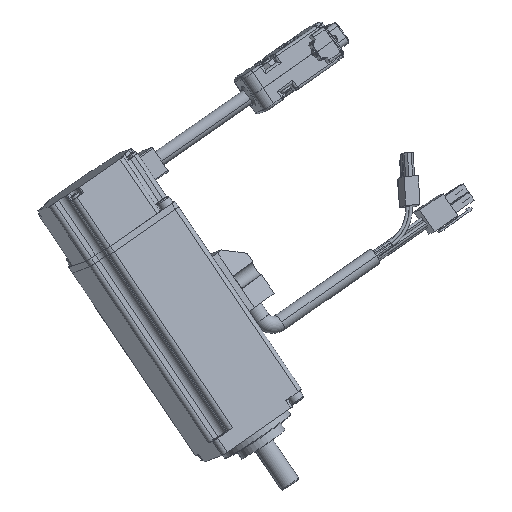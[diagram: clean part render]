
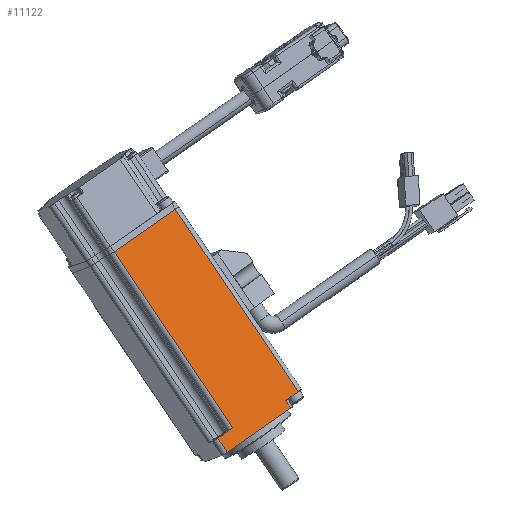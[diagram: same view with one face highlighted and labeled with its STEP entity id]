
A CAD part, front view. The second image highlights one B-rep face of the part: STEP entity #11122.
In plain terms, the highlighted face is planar.
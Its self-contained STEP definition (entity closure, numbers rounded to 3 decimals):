
#240 = FACE_OUTER_BOUND ( 'NONE', #7634, .T. ) ;
#271 = CARTESIAN_POINT ( 'NONE',  ( -20., -20., 3.5 ) ) ;
#1638 = VERTEX_POINT ( 'NONE', #49956 ) ;
#3623 = ORIENTED_EDGE ( 'NONE', *, *, #34883, .T. ) ;
#4253 = VECTOR ( 'NONE', #10297, 1000. ) ;
#4332 = AXIS2_PLACEMENT_3D ( 'NONE', #30136, #5308, #47870 ) ;
#4685 = VECTOR ( 'NONE', #24968, 1000. ) ;
#5308 = DIRECTION ( 'NONE',  ( 0., 1., 0. ) ) ;
#5654 = ORIENTED_EDGE ( 'NONE', *, *, #25675, .F. ) ;
#7634 = EDGE_LOOP ( 'NONE', ( #17057, #46134, #33500, #28745, #5654, #31612, #46400, #3623 ) ) ;
#8161 = CARTESIAN_POINT ( 'NONE',  ( -20., -20., 0. ) ) ;
#8910 = VERTEX_POINT ( 'NONE', #34334 ) ;
#9166 = LINE ( 'NONE', #47208, #40567 ) ;
#10157 = VECTOR ( 'NONE', #35484, 1000. ) ;
#10297 = DIRECTION ( 'NONE',  ( 0., 0., 1. ) ) ;
#10904 = LINE ( 'NONE', #50057, #4685 ) ;
#11024 = CARTESIAN_POINT ( 'NONE',  ( 18., -20., 3.5 ) ) ;
#11122 = ADVANCED_FACE ( 'NONE', ( #240 ), #43915, .F. ) ;
#11292 = DIRECTION ( 'NONE',  ( 1., 0., 0. ) ) ;
#11416 = LINE ( 'NONE', #23806, #4253 ) ;
#12959 = DIRECTION ( 'NONE',  ( 1., 0., 0. ) ) ;
#16757 = CARTESIAN_POINT ( 'NONE',  ( -11., -20., 6.5 ) ) ;
#17057 = ORIENTED_EDGE ( 'NONE', *, *, #52211, .T. ) ;
#17418 = LINE ( 'NONE', #271, #24444 ) ;
#18585 = VERTEX_POINT ( 'NONE', #11024 ) ;
#20551 = VECTOR ( 'NONE', #33964, 1000. ) ;
#21512 = CARTESIAN_POINT ( 'NONE',  ( -11., -20., 6.5 ) ) ;
#22473 = CARTESIAN_POINT ( 'NONE',  ( -20., -20., 6.5 ) ) ;
#23806 = CARTESIAN_POINT ( 'NONE',  ( 18., -20., 6.5 ) ) ;
#24444 = VECTOR ( 'NONE', #12959, 1000. ) ;
#24968 = DIRECTION ( 'NONE',  ( 1., 0., 0. ) ) ;
#25030 = CARTESIAN_POINT ( 'NONE',  ( -18., -20., 6.5 ) ) ;
#25675 = EDGE_CURVE ( 'NONE', #8910, #48179, #10904, .T. ) ;
#28745 = ORIENTED_EDGE ( 'NONE', *, *, #29408, .T. ) ;
#29408 = EDGE_CURVE ( 'NONE', #18585, #48179, #11416, .T. ) ;
#30136 = CARTESIAN_POINT ( 'NONE',  ( -20., -20., 6.5 ) ) ;
#30661 = CARTESIAN_POINT ( 'NONE',  ( -18., -20., 0. ) ) ;
#31438 = CARTESIAN_POINT ( 'NONE',  ( 18., -20., 87. ) ) ;
#31467 = LINE ( 'NONE', #39897, #46466 ) ;
#31612 = ORIENTED_EDGE ( 'NONE', *, *, #33416, .T. ) ;
#31941 = VERTEX_POINT ( 'NONE', #46728 ) ;
#33416 = EDGE_CURVE ( 'NONE', #8910, #50203, #51114, .T. ) ;
#33500 = ORIENTED_EDGE ( 'NONE', *, *, #46301, .T. ) ;
#33964 = DIRECTION ( 'NONE',  ( 0., 0., -1. ) ) ;
#34334 = CARTESIAN_POINT ( 'NONE',  ( -11., -20., 87. ) ) ;
#34883 = EDGE_CURVE ( 'NONE', #47811, #55086, #9166, .T. ) ;
#35484 = DIRECTION ( 'NONE',  ( 1., 0., 0. ) ) ;
#36547 = DIRECTION ( 'NONE',  ( 0., 0., 1. ) ) ;
#36861 = EDGE_CURVE ( 'NONE', #47811, #50203, #47857, .T. ) ;
#38764 = DIRECTION ( 'NONE',  ( 0., 0., -1. ) ) ;
#39897 = CARTESIAN_POINT ( 'NONE',  ( 12., -20., 6.5 ) ) ;
#40567 = VECTOR ( 'NONE', #38764, 1000. ) ;
#41431 = LINE ( 'NONE', #8161, #42970 ) ;
#42956 = EDGE_CURVE ( 'NONE', #31941, #1638, #31467, .T. ) ;
#42970 = VECTOR ( 'NONE', #11292, 1000. ) ;
#43915 = PLANE ( 'NONE',  #4332 ) ;
#46134 = ORIENTED_EDGE ( 'NONE', *, *, #42956, .T. ) ;
#46301 = EDGE_CURVE ( 'NONE', #1638, #18585, #17418, .T. ) ;
#46400 = ORIENTED_EDGE ( 'NONE', *, *, #36861, .F. ) ;
#46466 = VECTOR ( 'NONE', #36547, 1000. ) ;
#46728 = CARTESIAN_POINT ( 'NONE',  ( 12., -20., 0. ) ) ;
#47208 = CARTESIAN_POINT ( 'NONE',  ( -18., -20., 6.5 ) ) ;
#47811 = VERTEX_POINT ( 'NONE', #25030 ) ;
#47857 = LINE ( 'NONE', #22473, #10157 ) ;
#47870 = DIRECTION ( 'NONE',  ( 0., 0., 1. ) ) ;
#48179 = VERTEX_POINT ( 'NONE', #31438 ) ;
#49956 = CARTESIAN_POINT ( 'NONE',  ( 12., -20., 3.5 ) ) ;
#50057 = CARTESIAN_POINT ( 'NONE',  ( 0., -20., 87. ) ) ;
#50203 = VERTEX_POINT ( 'NONE', #16757 ) ;
#51114 = LINE ( 'NONE', #21512, #20551 ) ;
#52211 = EDGE_CURVE ( 'NONE', #55086, #31941, #41431, .T. ) ;
#55086 = VERTEX_POINT ( 'NONE', #30661 ) ;
